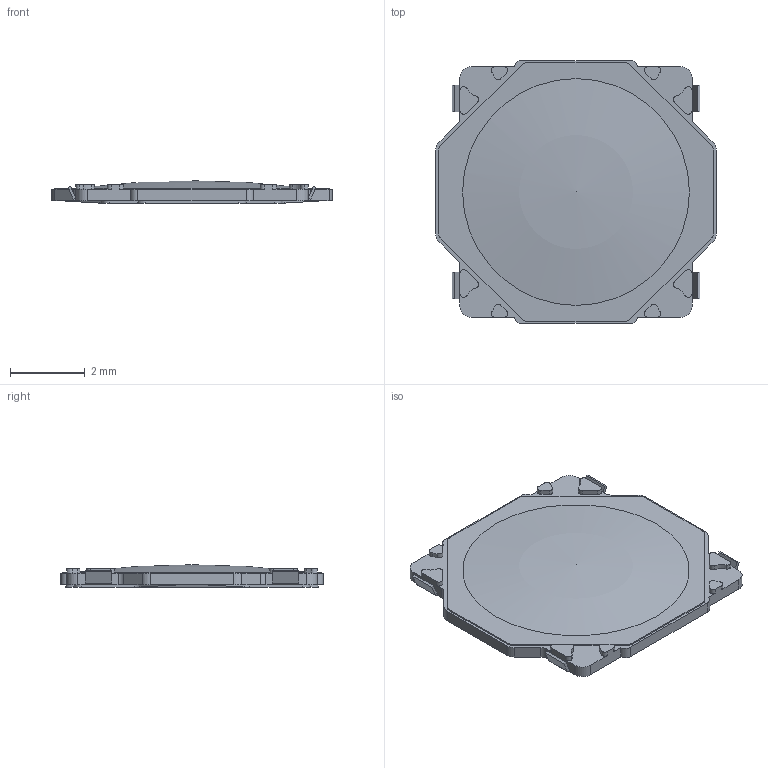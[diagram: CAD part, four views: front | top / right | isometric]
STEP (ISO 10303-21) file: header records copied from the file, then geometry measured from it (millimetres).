
FILE_DESCRIPTION (( 'STEP AP214' ), '1' );
FILE_NAME ('SKRRAB.STEP', '2009-07-10T03:59:16', ( '' ), ( '' ), 'SwSTEP 2.0', 'SolidWorks 2007', '' );
FILE_SCHEMA (( 'AUTOMOTIVE_DESIGN' ));
Length unit declared in the file: millimetre
Products named in the file (1): SKRRAB
Bounding box: 7.5 x 7.03 x 0.6 mm (x, y, z)
Volume: 21 mm3; surface area: 107.6 mm2
Topology: 1 solids, 1 shells, 184 faces, 509 edges, 328 vertices
Faces by surface type: plane 99, cylinder 84, sphere 1
Entity records: 6501 total; most frequent: CARTESIAN_POINT 1041, DIRECTION 1030, ORIENTED_EDGE 1012, EDGE_CURVE 506, AXIS2_PLACEMENT_3D 347, VECTOR 336, LINE 336, VERTEX_POINT 326
